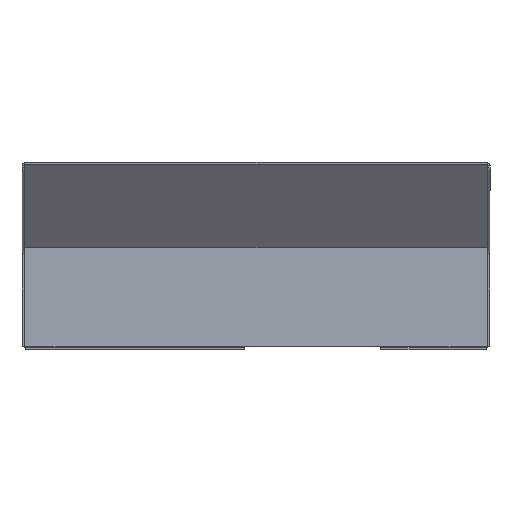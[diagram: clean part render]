
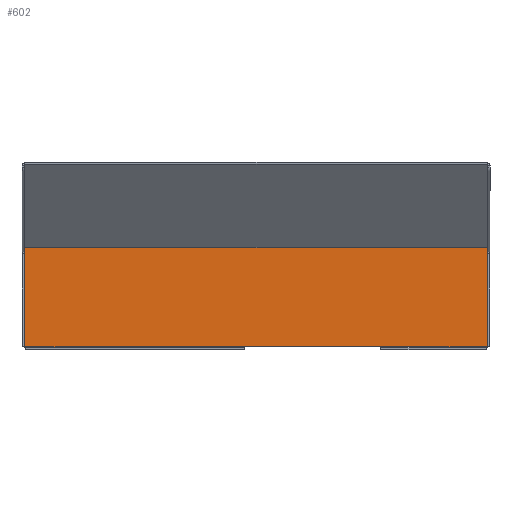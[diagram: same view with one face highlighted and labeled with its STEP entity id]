
A CAD part, front view. The second image highlights one B-rep face of the part: STEP entity #602.
In plain terms, the highlighted planar face has unit normal (0, -1, 0).
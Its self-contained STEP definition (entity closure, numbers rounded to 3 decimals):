
#44 = VERTEX_POINT ( 'NONE', #741 ) ;
#93 = ORIENTED_EDGE ( 'NONE', *, *, #1804, .F. ) ;
#135 = DIRECTION ( 'NONE',  ( -1., 0., 0. ) ) ;
#139 = CARTESIAN_POINT ( 'NONE',  ( -650.849, -2.3, -135.102 ) ) ;
#146 = LINE ( 'NONE', #2412, #335 ) ;
#168 = EDGE_CURVE ( 'NONE', #44, #1781, #866, .T. ) ;
#228 = CARTESIAN_POINT ( 'NONE',  ( -414.725, -2.3, -241.505 ) ) ;
#269 = CARTESIAN_POINT ( 'NONE',  ( -650.849, -2.3, -241.505 ) ) ;
#300 = DIRECTION ( 'NONE',  ( 0., 1., 0. ) ) ;
#335 = VECTOR ( 'NONE', #1298, 1000. ) ;
#400 = VERTEX_POINT ( 'NONE', #2407 ) ;
#419 = ORIENTED_EDGE ( 'NONE', *, *, #2379, .F. ) ;
#495 = EDGE_CURVE ( 'NONE', #1400, #44, #1318, .T. ) ;
#512 = FACE_OUTER_BOUND ( 'NONE', #1708, .T. ) ;
#520 = AXIS2_PLACEMENT_3D ( 'NONE', #1262, #300, #1593 ) ;
#559 = VERTEX_POINT ( 'NONE', #228 ) ;
#594 = ORIENTED_EDGE ( 'NONE', *, *, #1918, .F. ) ;
#601 = VECTOR ( 'NONE', #2069, 1000. ) ;
#602 = ADVANCED_FACE ( 'NONE', ( #512 ), #1040, .F. ) ;
#613 = VERTEX_POINT ( 'NONE', #2066 ) ;
#659 = CARTESIAN_POINT ( 'NONE',  ( -154.213, -2.3, -135.102 ) ) ;
#662 = LINE ( 'NONE', #1800, #1017 ) ;
#741 = CARTESIAN_POINT ( 'NONE',  ( -650.849, -2.3, -135.102 ) ) ;
#866 = LINE ( 'NONE', #139, #1540 ) ;
#1017 = VECTOR ( 'NONE', #135, 1000. ) ;
#1025 = LINE ( 'NONE', #269, #1817 ) ;
#1040 = PLANE ( 'NONE',  #520 ) ;
#1136 = LINE ( 'NONE', #2102, #2163 ) ;
#1167 = CARTESIAN_POINT ( 'NONE',  ( -650.849, -2.3, -241.505 ) ) ;
#1198 = ORIENTED_EDGE ( 'NONE', *, *, #495, .F. ) ;
#1223 = ORIENTED_EDGE ( 'NONE', *, *, #168, .F. ) ;
#1262 = CARTESIAN_POINT ( 'NONE',  ( 0., -2.3, 0. ) ) ;
#1298 = DIRECTION ( 'NONE',  ( 0., 0., -1. ) ) ;
#1318 = LINE ( 'NONE', #1167, #601 ) ;
#1385 = DIRECTION ( 'NONE',  ( -1., 0., 0. ) ) ;
#1400 = VERTEX_POINT ( 'NONE', #2061 ) ;
#1540 = VECTOR ( 'NONE', #2335, 1000. ) ;
#1572 = EDGE_CURVE ( 'NONE', #400, #559, #1136, .T. ) ;
#1593 = DIRECTION ( 'NONE',  ( 0., 0., 1. ) ) ;
#1708 = EDGE_LOOP ( 'NONE', ( #93, #1223, #1198, #419, #1941, #594 ) ) ;
#1781 = VERTEX_POINT ( 'NONE', #659 ) ;
#1800 = CARTESIAN_POINT ( 'NONE',  ( -650.849, -2.3, -241.505 ) ) ;
#1804 = EDGE_CURVE ( 'NONE', #1781, #613, #146, .T. ) ;
#1817 = VECTOR ( 'NONE', #1385, 1000. ) ;
#1884 = DIRECTION ( 'NONE',  ( -1., 0., 0. ) ) ;
#1918 = EDGE_CURVE ( 'NONE', #613, #400, #1025, .T. ) ;
#1941 = ORIENTED_EDGE ( 'NONE', *, *, #1572, .F. ) ;
#2061 = CARTESIAN_POINT ( 'NONE',  ( -650.849, -2.3, -241.505 ) ) ;
#2066 = CARTESIAN_POINT ( 'NONE',  ( -154.213, -2.3, -241.505 ) ) ;
#2069 = DIRECTION ( 'NONE',  ( 0., 0., 1. ) ) ;
#2102 = CARTESIAN_POINT ( 'NONE',  ( -650.849, -2.3, -241.505 ) ) ;
#2163 = VECTOR ( 'NONE', #1884, 1000. ) ;
#2335 = DIRECTION ( 'NONE',  ( 1., 0., 0. ) ) ;
#2379 = EDGE_CURVE ( 'NONE', #559, #1400, #662, .T. ) ;
#2407 = CARTESIAN_POINT ( 'NONE',  ( -268.425, -2.3, -241.505 ) ) ;
#2412 = CARTESIAN_POINT ( 'NONE',  ( -154.213, -2.3, -241.505 ) ) ;
